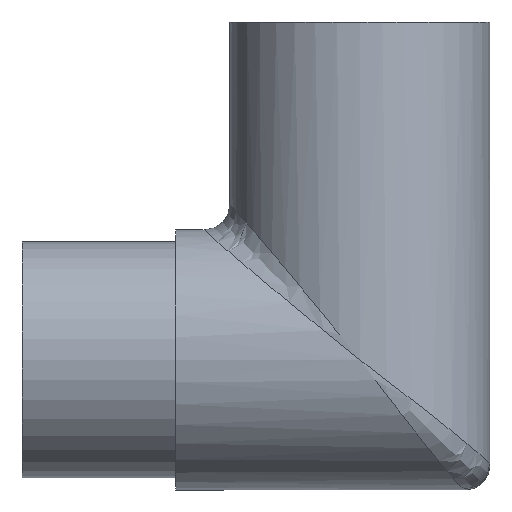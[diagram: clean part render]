
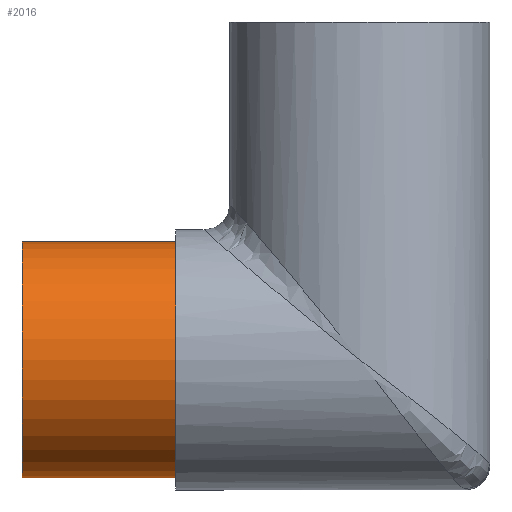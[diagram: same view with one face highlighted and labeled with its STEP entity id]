
A CAD part, front view. The second image highlights one B-rep face of the part: STEP entity #2016.
In plain terms, the highlighted cylindrical face has radius 19.2 mm (diameter 38.4 mm), a partial arc.
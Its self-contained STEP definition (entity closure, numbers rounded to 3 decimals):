
#117 = VECTOR ( 'NONE', #493, 1000. ) ;
#157 = DIRECTION ( 'NONE',  ( 1., 0., 0. ) ) ;
#210 = DIRECTION ( 'NONE',  ( 0., 0., -1. ) ) ;
#337 = VERTEX_POINT ( 'NONE', #2510 ) ;
#466 = LINE ( 'NONE', #811, #2124 ) ;
#484 = DIRECTION ( 'NONE',  ( 1., 0., 0. ) ) ;
#493 = DIRECTION ( 'NONE',  ( 1., 0., 0. ) ) ;
#563 = CARTESIAN_POINT ( 'NONE',  ( -55., 0., -35.8 ) ) ;
#570 = VERTEX_POINT ( 'NONE', #3973 ) ;
#665 = CARTESIAN_POINT ( 'NONE',  ( -30., 0., -55. ) ) ;
#811 = CARTESIAN_POINT ( 'NONE',  ( -55., 0., -35.8 ) ) ;
#1017 = ORIENTED_EDGE ( 'NONE', *, *, #3609, .T. ) ;
#1140 = AXIS2_PLACEMENT_3D ( 'NONE', #2041, #157, #210 ) ;
#1202 = CARTESIAN_POINT ( 'NONE',  ( -30., 0., -35.8 ) ) ;
#1295 = EDGE_CURVE ( 'NONE', #337, #3072, #1545, .T. ) ;
#1545 = CIRCLE ( 'NONE', #3343, 19.2 ) ;
#1900 = VERTEX_POINT ( 'NONE', #563 ) ;
#2016 = ADVANCED_FACE ( 'NONE', ( #3367 ), #2060, .T. ) ;
#2041 = CARTESIAN_POINT ( 'NONE',  ( -55., 0., -55. ) ) ;
#2044 = CARTESIAN_POINT ( 'NONE',  ( -55., 0., -74.2 ) ) ;
#2060 = CYLINDRICAL_SURFACE ( 'NONE', #1140, 19.2 ) ;
#2124 = VECTOR ( 'NONE', #484, 1000. ) ;
#2169 = DIRECTION ( 'NONE',  ( 0., 0., 1. ) ) ;
#2178 = AXIS2_PLACEMENT_3D ( 'NONE', #3987, #3333, #2169 ) ;
#2510 = CARTESIAN_POINT ( 'NONE',  ( -30., 0., -74.2 ) ) ;
#2540 = DIRECTION ( 'NONE',  ( 0., 0., -1. ) ) ;
#2600 = LINE ( 'NONE', #2044, #117 ) ;
#2612 = EDGE_CURVE ( 'NONE', #1900, #3072, #466, .T. ) ;
#2793 = EDGE_LOOP ( 'NONE', ( #3793, #2833, #1017, #2827 ) ) ;
#2827 = ORIENTED_EDGE ( 'NONE', *, *, #1295, .T. ) ;
#2833 = ORIENTED_EDGE ( 'NONE', *, *, #3866, .F. ) ;
#3072 = VERTEX_POINT ( 'NONE', #1202 ) ;
#3270 = CIRCLE ( 'NONE', #2178, 19.2 ) ;
#3333 = DIRECTION ( 'NONE',  ( -1., 0., 0. ) ) ;
#3343 = AXIS2_PLACEMENT_3D ( 'NONE', #665, #3788, #2540 ) ;
#3367 = FACE_OUTER_BOUND ( 'NONE', #2793, .T. ) ;
#3609 = EDGE_CURVE ( 'NONE', #570, #337, #2600, .T. ) ;
#3788 = DIRECTION ( 'NONE',  ( -1., 0., 0. ) ) ;
#3793 = ORIENTED_EDGE ( 'NONE', *, *, #2612, .F. ) ;
#3866 = EDGE_CURVE ( 'NONE', #570, #1900, #3270, .T. ) ;
#3973 = CARTESIAN_POINT ( 'NONE',  ( -55., 0., -74.2 ) ) ;
#3987 = CARTESIAN_POINT ( 'NONE',  ( -55., 0., -55. ) ) ;
